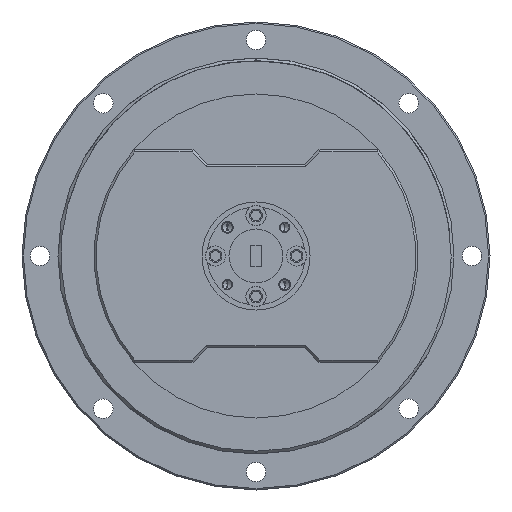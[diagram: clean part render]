
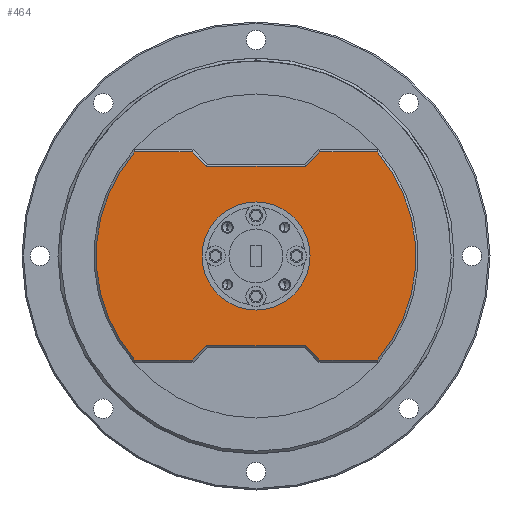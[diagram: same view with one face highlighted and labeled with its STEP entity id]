
A CAD part, left-side view. The second image highlights one B-rep face of the part: STEP entity #464.
In plain terms, the highlighted planar face has unit normal (-1, 0, 0).
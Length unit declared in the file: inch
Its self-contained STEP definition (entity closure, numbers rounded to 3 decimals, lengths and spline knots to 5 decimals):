
#96 = VERTEX_POINT ( 'NONE', #6105 ) ;
#184 = DIRECTION ( 'NONE',  ( 0., 1., 0. ) ) ;
#464 = ADVANCED_FACE ( 'NONE', ( #9681, #8301 ), #5224, .T. ) ;
#474 = EDGE_CURVE ( 'NONE', #6169, #8751, #9014, .T. ) ;
#698 = CARTESIAN_POINT ( 'NONE',  ( -1.45484, 1.125, -0.62225 ) ) ;
#883 = AXIS2_PLACEMENT_3D ( 'NONE', #8258, #9849, #4258 ) ;
#1207 = VECTOR ( 'NONE', #3413, 39.37008 ) ;
#1402 = EDGE_CURVE ( 'NONE', #8751, #1880, #4776, .T. ) ;
#1678 = DIRECTION ( 'NONE',  ( 0., 0., -1. ) ) ;
#1698 = ORIENTED_EDGE ( 'NONE', *, *, #6140, .T. ) ;
#1702 = ORIENTED_EDGE ( 'NONE', *, *, #1402, .T. ) ;
#1747 = DIRECTION ( 'NONE',  ( 0., 0.707, 0.707 ) ) ;
#1794 = VERTEX_POINT ( 'NONE', #1944 ) ;
#1880 = VERTEX_POINT ( 'NONE', #6785 ) ;
#1913 = DIRECTION ( 'NONE',  ( 0., 1., 0. ) ) ;
#1944 = CARTESIAN_POINT ( 'NONE',  ( -1.45484, 0., -0.375 ) ) ;
#1949 = DIRECTION ( 'NONE',  ( 0., -1., 0. ) ) ;
#2004 = CARTESIAN_POINT ( 'NONE',  ( -1.45484, 1.26427, 0.98573 ) ) ;
#2029 = VERTEX_POINT ( 'NONE', #3088 ) ;
#2110 = EDGE_CURVE ( 'NONE', #8230, #9736, #7092, .T. ) ;
#2206 = AXIS2_PLACEMENT_3D ( 'NONE', #8830, #2563, #1678 ) ;
#2260 = AXIS2_PLACEMENT_3D ( 'NONE', #9942, #6855, #5935 ) ;
#2264 = LINE ( 'NONE', #7825, #6812 ) ;
#2515 = CARTESIAN_POINT ( 'NONE',  ( -1.45484, 0.84976, 0.72225 ) ) ;
#2526 = EDGE_CURVE ( 'NONE', #9232, #3134, #6642, .T. ) ;
#2532 = VERTEX_POINT ( 'NONE', #9253 ) ;
#2563 = DIRECTION ( 'NONE',  ( -1., 0., 0. ) ) ;
#2735 = CARTESIAN_POINT ( 'NONE',  ( -1.45484, 1.125, -0.72225 ) ) ;
#2935 = EDGE_CURVE ( 'NONE', #8362, #9232, #7987, .T. ) ;
#2961 = EDGE_LOOP ( 'NONE', ( #7949, #1702, #3150, #7258, #5327, #7159, #3050, #9304, #5432, #7230, #1698, #8377 ) ) ;
#3012 = CARTESIAN_POINT ( 'NONE',  ( -1.45484, -0.34371, 0.62225 ) ) ;
#3050 = ORIENTED_EDGE ( 'NONE', *, *, #8747, .T. ) ;
#3073 = CARTESIAN_POINT ( 'NONE',  ( -1.45484, 1.125, -0.72225 ) ) ;
#3088 = CARTESIAN_POINT ( 'NONE',  ( -1.45484, -0.84288, 0.72225 ) ) ;
#3134 = VERTEX_POINT ( 'NONE', #7126 ) ;
#3150 = ORIENTED_EDGE ( 'NONE', *, *, #9042, .T. ) ;
#3257 = CARTESIAN_POINT ( 'NONE',  ( -1.45484, 0.44811, 0.72664 ) ) ;
#3304 = LINE ( 'NONE', #4804, #1207 ) ;
#3413 = DIRECTION ( 'NONE',  ( 0., 0.707, -0.707 ) ) ;
#3710 = CARTESIAN_POINT ( 'NONE',  ( -1.45484, -0.4375, 0.72225 ) ) ;
#3853 = CIRCLE ( 'NONE', #883, 0.375 ) ;
#3918 = CARTESIAN_POINT ( 'NONE',  ( -1.45484, 0.3375, 0.62225 ) ) ;
#4250 = EDGE_CURVE ( 'NONE', #2029, #4597, #9039, .T. ) ;
#4258 = DIRECTION ( 'NONE',  ( 0., 0., -1. ) ) ;
#4334 = EDGE_LOOP ( 'NONE', ( #8156, #7818 ) ) ;
#4360 = AXIS2_PLACEMENT_3D ( 'NONE', #8526, #6822, #6162 ) ;
#4597 = VERTEX_POINT ( 'NONE', #8069 ) ;
#4750 = VECTOR ( 'NONE', #6208, 39.37008 ) ;
#4776 = LINE ( 'NONE', #3073, #4750 ) ;
#4804 = CARTESIAN_POINT ( 'NONE',  ( -1.45484, -0.34811, 0.62664 ) ) ;
#5093 = CARTESIAN_POINT ( 'NONE',  ( -1.45484, 0.84288, -0.72225 ) ) ;
#5161 = EDGE_CURVE ( 'NONE', #2532, #8362, #5464, .T. ) ;
#5214 = CARTESIAN_POINT ( 'NONE',  ( -1.45484, 0., 0.375 ) ) ;
#5224 = PLANE ( 'NONE',  #2260 ) ;
#5327 = ORIENTED_EDGE ( 'NONE', *, *, #5939, .T. ) ;
#5432 = ORIENTED_EDGE ( 'NONE', *, *, #2935, .T. ) ;
#5464 = LINE ( 'NONE', #2515, #8269 ) ;
#5612 = EDGE_CURVE ( 'NONE', #1794, #10032, #3853, .T. ) ;
#5689 = CARTESIAN_POINT ( 'NONE',  ( -1.45484, 0.84288, 0.72225 ) ) ;
#5830 = VECTOR ( 'NONE', #6995, 39.37008 ) ;
#5935 = DIRECTION ( 'NONE',  ( 0., 0., -1. ) ) ;
#5939 = EDGE_CURVE ( 'NONE', #4597, #8230, #3304, .T. ) ;
#6105 = CARTESIAN_POINT ( 'NONE',  ( -1.45484, 0.34371, -0.62225 ) ) ;
#6140 = EDGE_CURVE ( 'NONE', #3134, #96, #2264, .T. ) ;
#6162 = DIRECTION ( 'NONE',  ( 0., 0., -1. ) ) ;
#6169 = VERTEX_POINT ( 'NONE', #7718 ) ;
#6208 = DIRECTION ( 'NONE',  ( 0., -1., 0. ) ) ;
#6642 = LINE ( 'NONE', #2735, #9597 ) ;
#6654 = DIRECTION ( 'NONE',  ( 1., 0., 0. ) ) ;
#6656 = DIRECTION ( 'NONE',  ( 0., -0.707, -0.707 ) ) ;
#6681 = EDGE_CURVE ( 'NONE', #10032, #1794, #8139, .T. ) ;
#6785 = CARTESIAN_POINT ( 'NONE',  ( -1.45484, -0.84288, -0.72225 ) ) ;
#6812 = VECTOR ( 'NONE', #10071, 39.37008 ) ;
#6822 = DIRECTION ( 'NONE',  ( -1., 0., 0. ) ) ;
#6834 = DIRECTION ( 'NONE',  ( 0., 1., 0. ) ) ;
#6855 = DIRECTION ( 'NONE',  ( -1., 0., 0. ) ) ;
#6972 = CIRCLE ( 'NONE', #2206, 1.11 ) ;
#6995 = DIRECTION ( 'NONE',  ( 0., -1., 0. ) ) ;
#7019 = VECTOR ( 'NONE', #6656, 39.37008 ) ;
#7092 = LINE ( 'NONE', #3918, #8372 ) ;
#7126 = CARTESIAN_POINT ( 'NONE',  ( -1.45484, 0.44371, -0.72225 ) ) ;
#7159 = ORIENTED_EDGE ( 'NONE', *, *, #2110, .T. ) ;
#7230 = ORIENTED_EDGE ( 'NONE', *, *, #2526, .T. ) ;
#7258 = ORIENTED_EDGE ( 'NONE', *, *, #4250, .T. ) ;
#7685 = CARTESIAN_POINT ( 'NONE',  ( -1.45484, 0.34371, 0.62225 ) ) ;
#7718 = CARTESIAN_POINT ( 'NONE',  ( -1.45484, -0.34371, -0.62225 ) ) ;
#7818 = ORIENTED_EDGE ( 'NONE', *, *, #6681, .T. ) ;
#7825 = CARTESIAN_POINT ( 'NONE',  ( -1.45484, -0.13927, -0.13927 ) ) ;
#7894 = CARTESIAN_POINT ( 'NONE',  ( -1.45484, -0.44371, -0.72225 ) ) ;
#7949 = ORIENTED_EDGE ( 'NONE', *, *, #474, .T. ) ;
#7987 = CIRCLE ( 'NONE', #4360, 1.11 ) ;
#8069 = CARTESIAN_POINT ( 'NONE',  ( -1.45484, -0.44371, 0.72225 ) ) ;
#8139 = CIRCLE ( 'NONE', #9450, 0.375 ) ;
#8156 = ORIENTED_EDGE ( 'NONE', *, *, #5612, .T. ) ;
#8230 = VERTEX_POINT ( 'NONE', #3012 ) ;
#8258 = CARTESIAN_POINT ( 'NONE',  ( -1.45484, 0., 0. ) ) ;
#8269 = VECTOR ( 'NONE', #184, 39.37008 ) ;
#8301 = FACE_BOUND ( 'NONE', #4334, .T. ) ;
#8362 = VERTEX_POINT ( 'NONE', #5689 ) ;
#8372 = VECTOR ( 'NONE', #1913, 39.37008 ) ;
#8377 = ORIENTED_EDGE ( 'NONE', *, *, #8993, .T. ) ;
#8526 = CARTESIAN_POINT ( 'NONE',  ( -1.45484, 0., 0. ) ) ;
#8744 = LINE ( 'NONE', #3257, #9930 ) ;
#8747 = EDGE_CURVE ( 'NONE', #9736, #2532, #8744, .T. ) ;
#8751 = VERTEX_POINT ( 'NONE', #7894 ) ;
#8830 = CARTESIAN_POINT ( 'NONE',  ( -1.45484, 0., 0. ) ) ;
#8993 = EDGE_CURVE ( 'NONE', #96, #6169, #10025, .T. ) ;
#9014 = LINE ( 'NONE', #2004, #7019 ) ;
#9039 = LINE ( 'NONE', #3710, #9507 ) ;
#9042 = EDGE_CURVE ( 'NONE', #1880, #2029, #6972, .T. ) ;
#9056 = DIRECTION ( 'NONE',  ( 0., 0., -1. ) ) ;
#9232 = VERTEX_POINT ( 'NONE', #5093 ) ;
#9253 = CARTESIAN_POINT ( 'NONE',  ( -1.45484, 0.44371, 0.72225 ) ) ;
#9304 = ORIENTED_EDGE ( 'NONE', *, *, #5161, .T. ) ;
#9450 = AXIS2_PLACEMENT_3D ( 'NONE', #9881, #6654, #9056 ) ;
#9507 = VECTOR ( 'NONE', #6834, 39.37008 ) ;
#9597 = VECTOR ( 'NONE', #1949, 39.37008 ) ;
#9681 = FACE_OUTER_BOUND ( 'NONE', #2961, .T. ) ;
#9736 = VERTEX_POINT ( 'NONE', #7685 ) ;
#9849 = DIRECTION ( 'NONE',  ( 1., 0., 0. ) ) ;
#9881 = CARTESIAN_POINT ( 'NONE',  ( -1.45484, 0., 0. ) ) ;
#9930 = VECTOR ( 'NONE', #1747, 39.37008 ) ;
#9942 = CARTESIAN_POINT ( 'NONE',  ( -1.45484, 1.125, 1.125 ) ) ;
#10025 = LINE ( 'NONE', #698, #5830 ) ;
#10032 = VERTEX_POINT ( 'NONE', #5214 ) ;
#10071 = DIRECTION ( 'NONE',  ( 0., -0.707, 0.707 ) ) ;
